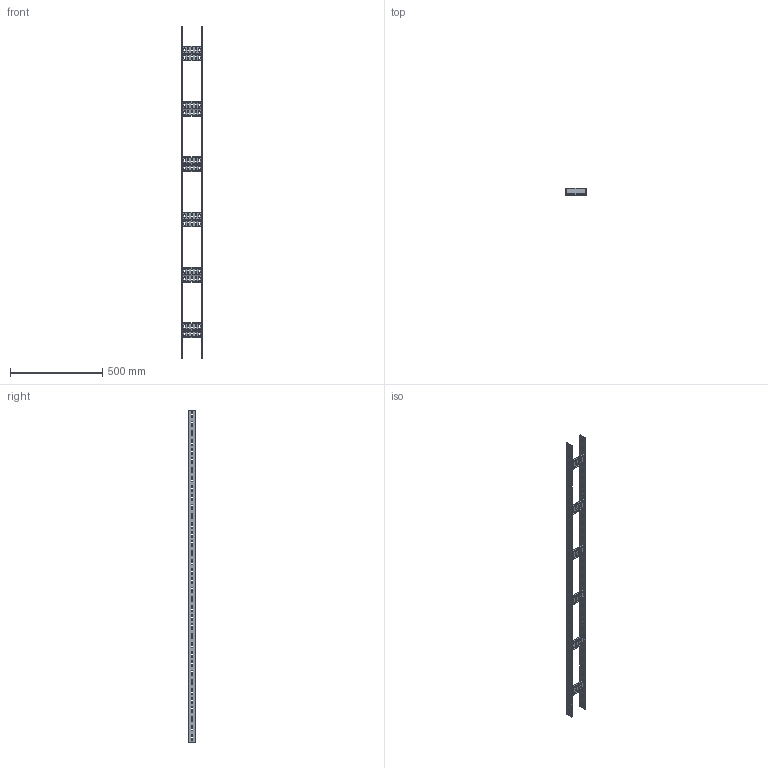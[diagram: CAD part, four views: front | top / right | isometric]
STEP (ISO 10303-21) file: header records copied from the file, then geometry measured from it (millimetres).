
FILE_DESCRIPTION((''),'2;1');
FILE_NAME('414010_ASM','2018-11-07T15:15:43',('tomasz.grudniewski'),(''),'CREO PARAMETRIC BY PTC INC, 2018260','CREO PARAMETRIC BY PTC INC, 2018260','');
FILE_SCHEMA(('CONFIG_CONTROL_DESIGN'));
Length unit declared in the file: millimetre
Products named in the file (3): DOZ_H40_2_3M_PRT; DOCZ_H40_1_100_PRT; 414010_ASM
Assembly tree (8 placements, depth 2):
  414010_ASM
    DOZ_H40_2_3M_PRT  x2
    DOCZ_H40_1_100_PRT  x6
Bounding box: 110 x 40 x 1800 mm (x, y, z)
Volume: 732060 mm3; surface area: 460039.3 mm2
Topology: 8 solids, 8 shells, 776 faces, 2088 edges, 1328 vertices
Faces by surface type: plane 456, cylinder 320
Entity records: 7808 total; most frequent: DIRECTION 1346, CARTESIAN_POINT 1319, ORIENTED_EDGE 1304, EDGE_CURVE 652, AXIS2_PLACEMENT_3D 451, VECTOR 444, LINE 444, VERTEX_POINT 424
